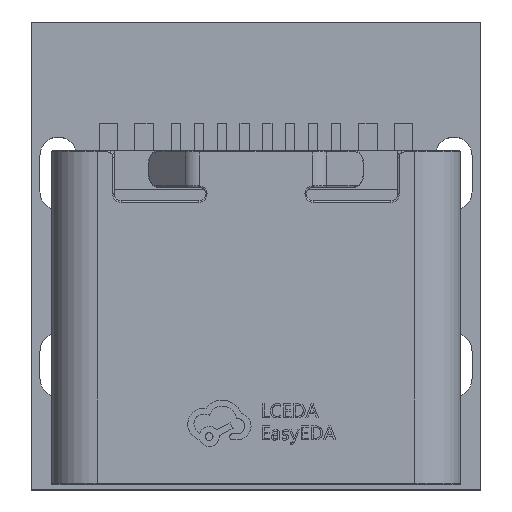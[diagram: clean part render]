
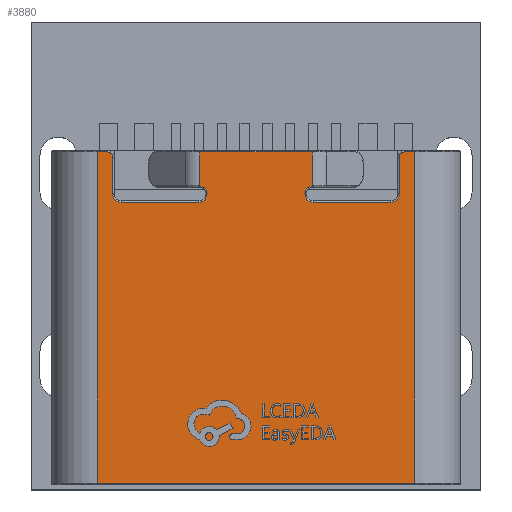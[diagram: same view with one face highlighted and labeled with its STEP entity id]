
A CAD part, top view. The second image highlights one B-rep face of the part: STEP entity #3880.
In plain terms, the highlighted planar face has unit normal (0, 0, 1).
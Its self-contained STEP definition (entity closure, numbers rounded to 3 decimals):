
#3880 = ADVANCED_FACE('',(#3881),#4051,.F.);
#3881 = FACE_BOUND('',#3882,.T.);
#3882 = EDGE_LOOP('',(#3883,#3894,#3902,#3910,#3918,#3926,#3934,#3943,
    #3951,#3960,#3968,#3977,#3986,#3994,#4002,#4010,#4019,#4028,#4036,
    #4045));
#3883 = ORIENTED_EDGE('',*,*,#3884,.T.);
#3884 = EDGE_CURVE('',#3885,#3887,#3889,.T.);
#3885 = VERTEX_POINT('',#3886);
#3886 = CARTESIAN_POINT('',(-3.13,2.056,
    3.1));
#3887 = VERTEX_POINT('',#3888);
#3888 = CARTESIAN_POINT('',(-3.25,2.176,
    3.1));
#3889 = CIRCLE('',#3890,0.12);
#3890 = AXIS2_PLACEMENT_3D('',#3891,#3892,#3893);
#3891 = CARTESIAN_POINT('',(-3.25,2.056,
    3.1));
#3892 = DIRECTION('',(0.,0.,1.));
#3893 = DIRECTION('',(1.,0.,0.));
#3894 = ORIENTED_EDGE('',*,*,#3895,.T.);
#3895 = EDGE_CURVE('',#3887,#3896,#3898,.T.);
#3896 = VERTEX_POINT('',#3897);
#3897 = CARTESIAN_POINT('',(-3.47,2.176,
    3.1));
#3898 = LINE('',#3899,#3900);
#3899 = CARTESIAN_POINT('',(0.,2.176,
    3.1));
#3900 = VECTOR('',#3901,1.);
#3901 = DIRECTION('',(-1.,0.,0.));
#3902 = ORIENTED_EDGE('',*,*,#3903,.F.);
#3903 = EDGE_CURVE('',#3904,#3896,#3906,.T.);
#3904 = VERTEX_POINT('',#3905);
#3905 = CARTESIAN_POINT('',(-3.47,-5.064,
    3.1));
#3906 = LINE('',#3907,#3908);
#3907 = CARTESIAN_POINT('',(-3.47,-5.094,
    3.1));
#3908 = VECTOR('',#3909,1.);
#3909 = DIRECTION('',(0.,1.,-0.));
#3910 = ORIENTED_EDGE('',*,*,#3911,.T.);
#3911 = EDGE_CURVE('',#3904,#3912,#3914,.T.);
#3912 = VERTEX_POINT('',#3913);
#3913 = CARTESIAN_POINT('',(3.47,-5.064,
    3.1));
#3914 = LINE('',#3915,#3916);
#3915 = CARTESIAN_POINT('',(0.,-5.064,
    3.1));
#3916 = VECTOR('',#3917,1.);
#3917 = DIRECTION('',(1.,0.,0.));
#3918 = ORIENTED_EDGE('',*,*,#3919,.T.);
#3919 = EDGE_CURVE('',#3912,#3920,#3922,.T.);
#3920 = VERTEX_POINT('',#3921);
#3921 = CARTESIAN_POINT('',(3.47,2.176,3.1
    ));
#3922 = LINE('',#3923,#3924);
#3923 = CARTESIAN_POINT('',(3.47,-5.094,
    3.1));
#3924 = VECTOR('',#3925,1.);
#3925 = DIRECTION('',(0.,1.,-0.));
#3926 = ORIENTED_EDGE('',*,*,#3927,.T.);
#3927 = EDGE_CURVE('',#3920,#3928,#3930,.T.);
#3928 = VERTEX_POINT('',#3929);
#3929 = CARTESIAN_POINT('',(3.25,2.176,3.1
    ));
#3930 = LINE('',#3931,#3932);
#3931 = CARTESIAN_POINT('',(0.,2.176,
    3.1));
#3932 = VECTOR('',#3933,1.);
#3933 = DIRECTION('',(-1.,0.,0.));
#3934 = ORIENTED_EDGE('',*,*,#3935,.T.);
#3935 = EDGE_CURVE('',#3928,#3936,#3938,.T.);
#3936 = VERTEX_POINT('',#3937);
#3937 = CARTESIAN_POINT('',(3.13,2.056,3.1
    ));
#3938 = CIRCLE('',#3939,0.12);
#3939 = AXIS2_PLACEMENT_3D('',#3940,#3941,#3942);
#3940 = CARTESIAN_POINT('',(3.25,2.056,3.1
    ));
#3941 = DIRECTION('',(0.,0.,1.));
#3942 = DIRECTION('',(1.,0.,0.));
#3943 = ORIENTED_EDGE('',*,*,#3944,.T.);
#3944 = EDGE_CURVE('',#3936,#3945,#3947,.T.);
#3945 = VERTEX_POINT('',#3946);
#3946 = CARTESIAN_POINT('',(3.13,1.256,3.1
    ));
#3947 = LINE('',#3948,#3949);
#3948 = CARTESIAN_POINT('',(3.13,-2.494,
    3.1));
#3949 = VECTOR('',#3950,1.);
#3950 = DIRECTION('',(0.,-1.,0.));
#3951 = ORIENTED_EDGE('',*,*,#3952,.T.);
#3952 = EDGE_CURVE('',#3945,#3953,#3955,.T.);
#3953 = VERTEX_POINT('',#3954);
#3954 = CARTESIAN_POINT('',(2.95,1.076,3.1
    ));
#3955 = CIRCLE('',#3956,0.18);
#3956 = AXIS2_PLACEMENT_3D('',#3957,#3958,#3959);
#3957 = CARTESIAN_POINT('',(2.95,1.256,3.1
    ));
#3958 = DIRECTION('',(0.,-0.,-1.));
#3959 = DIRECTION('',(1.,0.,0.));
#3960 = ORIENTED_EDGE('',*,*,#3961,.T.);
#3961 = EDGE_CURVE('',#3953,#3962,#3964,.T.);
#3962 = VERTEX_POINT('',#3963);
#3963 = CARTESIAN_POINT('',(1.25,1.076,3.1)
  );
#3964 = LINE('',#3965,#3966);
#3965 = CARTESIAN_POINT('',(0.,1.076,
    3.1));
#3966 = VECTOR('',#3967,1.);
#3967 = DIRECTION('',(-1.,0.,0.));
#3968 = ORIENTED_EDGE('',*,*,#3969,.T.);
#3969 = EDGE_CURVE('',#3962,#3970,#3972,.T.);
#3970 = VERTEX_POINT('',#3971);
#3971 = CARTESIAN_POINT('',(1.07,1.256,3.1
    ));
#3972 = CIRCLE('',#3973,0.18);
#3973 = AXIS2_PLACEMENT_3D('',#3974,#3975,#3976);
#3974 = CARTESIAN_POINT('',(1.25,1.256,3.1)
  );
#3975 = DIRECTION('',(0.,-0.,-1.));
#3976 = DIRECTION('',(1.,0.,0.));
#3977 = ORIENTED_EDGE('',*,*,#3978,.T.);
#3978 = EDGE_CURVE('',#3970,#3979,#3981,.T.);
#3979 = VERTEX_POINT('',#3980);
#3980 = CARTESIAN_POINT('',(1.235,1.435,3.1
    ));
#3981 = CIRCLE('',#3982,0.18);
#3982 = AXIS2_PLACEMENT_3D('',#3983,#3984,#3985);
#3983 = CARTESIAN_POINT('',(1.25,1.256,3.1)
  );
#3984 = DIRECTION('',(0.,-0.,-1.));
#3985 = DIRECTION('',(1.,0.,0.));
#3986 = ORIENTED_EDGE('',*,*,#3987,.T.);
#3987 = EDGE_CURVE('',#3979,#3988,#3990,.T.);
#3988 = VERTEX_POINT('',#3989);
#3989 = CARTESIAN_POINT('',(1.235,2.176,3.1
    ));
#3990 = LINE('',#3991,#3992);
#3991 = CARTESIAN_POINT('',(1.235,2.206,3.1
    ));
#3992 = VECTOR('',#3993,1.);
#3993 = DIRECTION('',(0.,1.,-0.));
#3994 = ORIENTED_EDGE('',*,*,#3995,.T.);
#3995 = EDGE_CURVE('',#3988,#3996,#3998,.T.);
#3996 = VERTEX_POINT('',#3997);
#3997 = CARTESIAN_POINT('',(-1.235,2.176,
    3.1));
#3998 = LINE('',#3999,#4000);
#3999 = CARTESIAN_POINT('',(0.,2.176,
    3.1));
#4000 = VECTOR('',#4001,1.);
#4001 = DIRECTION('',(-1.,0.,0.));
#4002 = ORIENTED_EDGE('',*,*,#4003,.F.);
#4003 = EDGE_CURVE('',#4004,#3996,#4006,.T.);
#4004 = VERTEX_POINT('',#4005);
#4005 = CARTESIAN_POINT('',(-1.235,1.435,
    3.1));
#4006 = LINE('',#4007,#4008);
#4007 = CARTESIAN_POINT('',(-1.235,2.206,
    3.1));
#4008 = VECTOR('',#4009,1.);
#4009 = DIRECTION('',(0.,1.,0.));
#4010 = ORIENTED_EDGE('',*,*,#4011,.T.);
#4011 = EDGE_CURVE('',#4004,#4012,#4014,.T.);
#4012 = VERTEX_POINT('',#4013);
#4013 = CARTESIAN_POINT('',(-1.07,1.256,
    3.1));
#4014 = CIRCLE('',#4015,0.18);
#4015 = AXIS2_PLACEMENT_3D('',#4016,#4017,#4018);
#4016 = CARTESIAN_POINT('',(-1.25,1.256,3.1
    ));
#4017 = DIRECTION('',(0.,-0.,-1.));
#4018 = DIRECTION('',(1.,0.,0.));
#4019 = ORIENTED_EDGE('',*,*,#4020,.T.);
#4020 = EDGE_CURVE('',#4012,#4021,#4023,.T.);
#4021 = VERTEX_POINT('',#4022);
#4022 = CARTESIAN_POINT('',(-1.25,1.076,3.1
    ));
#4023 = CIRCLE('',#4024,0.18);
#4024 = AXIS2_PLACEMENT_3D('',#4025,#4026,#4027);
#4025 = CARTESIAN_POINT('',(-1.25,1.256,3.1
    ));
#4026 = DIRECTION('',(0.,-0.,-1.));
#4027 = DIRECTION('',(1.,0.,0.));
#4028 = ORIENTED_EDGE('',*,*,#4029,.T.);
#4029 = EDGE_CURVE('',#4021,#4030,#4032,.T.);
#4030 = VERTEX_POINT('',#4031);
#4031 = CARTESIAN_POINT('',(-2.95,1.076,
    3.1));
#4032 = LINE('',#4033,#4034);
#4033 = CARTESIAN_POINT('',(0.,1.076,
    3.1));
#4034 = VECTOR('',#4035,1.);
#4035 = DIRECTION('',(-1.,0.,0.));
#4036 = ORIENTED_EDGE('',*,*,#4037,.T.);
#4037 = EDGE_CURVE('',#4030,#4038,#4040,.T.);
#4038 = VERTEX_POINT('',#4039);
#4039 = CARTESIAN_POINT('',(-3.13,1.256,
    3.1));
#4040 = CIRCLE('',#4041,0.18);
#4041 = AXIS2_PLACEMENT_3D('',#4042,#4043,#4044);
#4042 = CARTESIAN_POINT('',(-2.95,1.256,
    3.1));
#4043 = DIRECTION('',(0.,-0.,-1.));
#4044 = DIRECTION('',(1.,0.,0.));
#4045 = ORIENTED_EDGE('',*,*,#4046,.T.);
#4046 = EDGE_CURVE('',#4038,#3885,#4047,.T.);
#4047 = LINE('',#4048,#4049);
#4048 = CARTESIAN_POINT('',(-3.13,-2.494,
    3.1));
#4049 = VECTOR('',#4050,1.);
#4050 = DIRECTION('',(0.,1.,-0.));
#4051 = PLANE('',#4052);
#4052 = AXIS2_PLACEMENT_3D('',#4053,#4054,#4055);
#4053 = CARTESIAN_POINT('',(0.,-2.494,
    3.1));
#4054 = DIRECTION('',(-0.,0.,-1.));
#4055 = DIRECTION('',(1.,0.,0.));
